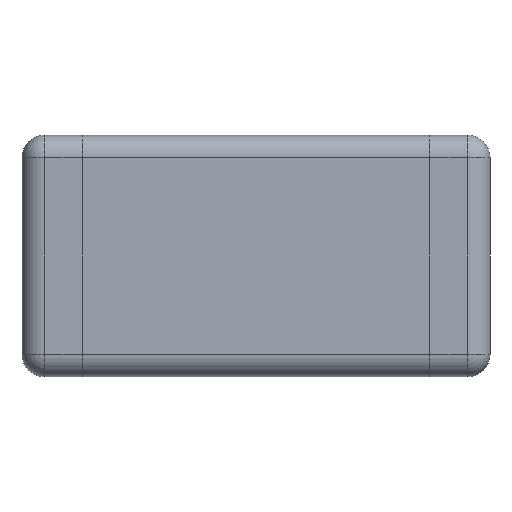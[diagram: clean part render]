
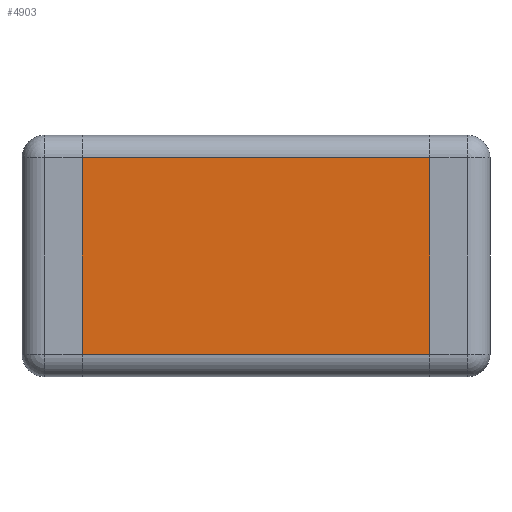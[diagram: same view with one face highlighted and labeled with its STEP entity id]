
A CAD part, front view. The second image highlights one B-rep face of the part: STEP entity #4903.
In plain terms, the highlighted planar face has unit normal (0, -1, 0).
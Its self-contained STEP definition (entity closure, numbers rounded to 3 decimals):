
#98 = DIRECTION ( 'NONE',  ( 0., 0., 1. ) ) ;
#273 = VECTOR ( 'NONE', #98, 1000. ) ;
#395 = LINE ( 'NONE', #3731, #5987 ) ;
#444 = ORIENTED_EDGE ( 'NONE', *, *, #5728, .T. ) ;
#610 = CARTESIAN_POINT ( 'NONE',  ( -1.15, 0., -0.65 ) ) ;
#1220 = CARTESIAN_POINT ( 'NONE',  ( 1.15, 0., 0.65 ) ) ;
#1427 = FACE_OUTER_BOUND ( 'NONE', #4064, .T. ) ;
#1430 = VECTOR ( 'NONE', #2143, 1000. ) ;
#1511 = LINE ( 'NONE', #3794, #273 ) ;
#1547 = ORIENTED_EDGE ( 'NONE', *, *, #1726, .T. ) ;
#1598 = ORIENTED_EDGE ( 'NONE', *, *, #2583, .T. ) ;
#1726 = EDGE_CURVE ( 'NONE', #5069, #2702, #1511, .T. ) ;
#2046 = VECTOR ( 'NONE', #3437, 1000. ) ;
#2143 = DIRECTION ( 'NONE',  ( 1., 0., 0. ) ) ;
#2170 = CARTESIAN_POINT ( 'NONE',  ( 1.15, 0., -0.65 ) ) ;
#2321 = ORIENTED_EDGE ( 'NONE', *, *, #5484, .T. ) ;
#2486 = CARTESIAN_POINT ( 'NONE',  ( -1.55, 0., 0.65 ) ) ;
#2511 = PLANE ( 'NONE',  #4423 ) ;
#2583 = EDGE_CURVE ( 'NONE', #2702, #3927, #4857, .T. ) ;
#2702 = VERTEX_POINT ( 'NONE', #1220 ) ;
#3437 = DIRECTION ( 'NONE',  ( -1., 0., 0. ) ) ;
#3444 = DIRECTION ( 'NONE',  ( 0., 0., 1. ) ) ;
#3604 = LINE ( 'NONE', #5813, #1430 ) ;
#3731 = CARTESIAN_POINT ( 'NONE',  ( -1.15, 0., 0.8 ) ) ;
#3794 = CARTESIAN_POINT ( 'NONE',  ( 1.15, 0., 0.8 ) ) ;
#3927 = VERTEX_POINT ( 'NONE', #5227 ) ;
#4064 = EDGE_LOOP ( 'NONE', ( #1598, #444, #2321, #1547 ) ) ;
#4368 = DIRECTION ( 'NONE',  ( 0., 1., 0. ) ) ;
#4423 = AXIS2_PLACEMENT_3D ( 'NONE', #4820, #4368, #3444 ) ;
#4820 = CARTESIAN_POINT ( 'NONE',  ( -1.55, 0., 0.8 ) ) ;
#4857 = LINE ( 'NONE', #2486, #2046 ) ;
#4874 = VERTEX_POINT ( 'NONE', #610 ) ;
#4903 = ADVANCED_FACE ( 'NONE', ( #1427 ), #2511, .F. ) ;
#5069 = VERTEX_POINT ( 'NONE', #2170 ) ;
#5227 = CARTESIAN_POINT ( 'NONE',  ( -1.15, 0., 0.65 ) ) ;
#5484 = EDGE_CURVE ( 'NONE', #4874, #5069, #3604, .T. ) ;
#5541 = DIRECTION ( 'NONE',  ( 0., 0., -1. ) ) ;
#5728 = EDGE_CURVE ( 'NONE', #3927, #4874, #395, .T. ) ;
#5813 = CARTESIAN_POINT ( 'NONE',  ( -1.55, 0., -0.65 ) ) ;
#5987 = VECTOR ( 'NONE', #5541, 1000. ) ;
